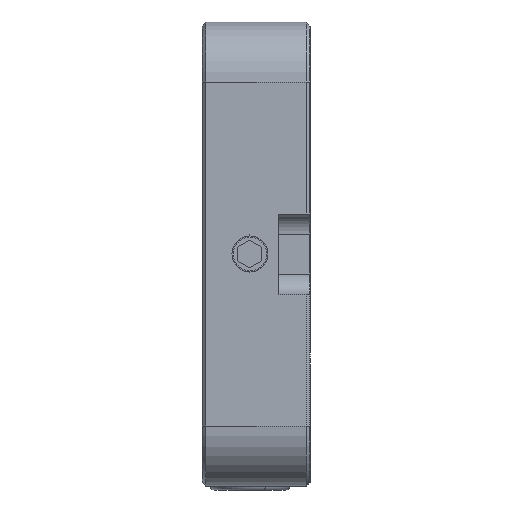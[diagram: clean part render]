
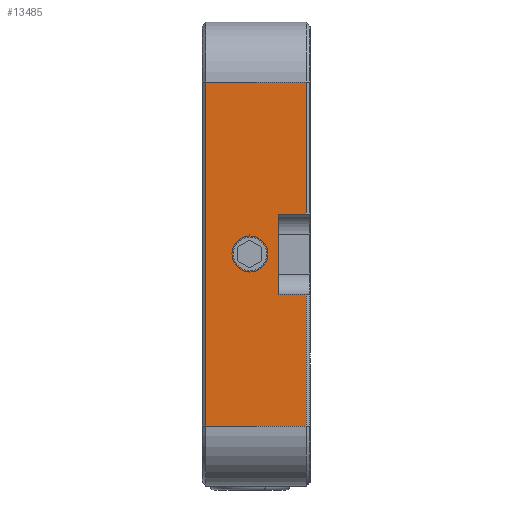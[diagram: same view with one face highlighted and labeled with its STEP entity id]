
A CAD part, left-side view. The second image highlights one B-rep face of the part: STEP entity #13485.
In plain terms, the highlighted planar face has unit normal (-1, 0, 0).
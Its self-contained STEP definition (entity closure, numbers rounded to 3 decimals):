
#90 = CARTESIAN_POINT ( 'NONE',  ( -75., 15., 0. ) ) ;
#154 = DIRECTION ( 'NONE',  ( 0., 0., 1. ) ) ;
#335 = CARTESIAN_POINT ( 'NONE',  ( -75., 1., -10. ) ) ;
#625 = EDGE_CURVE ( 'NONE', #3417, #1060, #2739, .T. ) ;
#630 = CARTESIAN_POINT ( 'NONE',  ( -75., 15., 0. ) ) ;
#658 = VERTEX_POINT ( 'NONE', #1783 ) ;
#796 = ORIENTED_EDGE ( 'NONE', *, *, #14565, .T. ) ;
#1014 = EDGE_CURVE ( 'NONE', #3820, #14525, #8070, .T. ) ;
#1021 = AXIS2_PLACEMENT_3D ( 'NONE', #13620, #2620, #7507 ) ;
#1034 = EDGE_LOOP ( 'NONE', ( #3065, #6765 ) ) ;
#1060 = VERTEX_POINT ( 'NONE', #10540 ) ;
#1259 = ORIENTED_EDGE ( 'NONE', *, *, #12947, .T. ) ;
#1783 = CARTESIAN_POINT ( 'NONE',  ( -75., 1., -43. ) ) ;
#1976 = DIRECTION ( 'NONE',  ( 0., 0., 1. ) ) ;
#2051 = EDGE_CURVE ( 'NONE', #10026, #658, #2649, .T. ) ;
#2320 = VECTOR ( 'NONE', #3371, 1000. ) ;
#2529 = LINE ( 'NONE', #7411, #12903 ) ;
#2620 = DIRECTION ( 'NONE',  ( 1., 0., 0. ) ) ;
#2649 = LINE ( 'NONE', #7535, #7339 ) ;
#2659 = CARTESIAN_POINT ( 'NONE',  ( -75., 27., 10. ) ) ;
#2739 = LINE ( 'NONE', #7629, #5319 ) ;
#3065 = ORIENTED_EDGE ( 'NONE', *, *, #15886, .F. ) ;
#3371 = DIRECTION ( 'NONE',  ( 0., 1., 0. ) ) ;
#3417 = VERTEX_POINT ( 'NONE', #6951 ) ;
#3480 = LINE ( 'NONE', #8371, #11327 ) ;
#3819 = FACE_OUTER_BOUND ( 'NONE', #9218, .T. ) ;
#3820 = VERTEX_POINT ( 'NONE', #15537 ) ;
#4174 = CIRCLE ( 'NONE', #10840, 4.25 ) ;
#4966 = DIRECTION ( 'NONE',  ( -1., 0., 0. ) ) ;
#5319 = VECTOR ( 'NONE', #12533, 1000. ) ;
#5506 = DIRECTION ( 'NONE',  ( -1., 0., 0. ) ) ;
#5681 = CIRCLE ( 'NONE', #7986, 4.25 ) ;
#5707 = VERTEX_POINT ( 'NONE', #13275 ) ;
#6073 = VECTOR ( 'NONE', #7544, 1000. ) ;
#6242 = LINE ( 'NONE', #11128, #15617 ) ;
#6285 = EDGE_CURVE ( 'NONE', #14525, #3417, #13662, .T. ) ;
#6314 = VERTEX_POINT ( 'NONE', #335 ) ;
#6658 = CARTESIAN_POINT ( 'NONE',  ( -75., 15., -4.25 ) ) ;
#6765 = ORIENTED_EDGE ( 'NONE', *, *, #7874, .F. ) ;
#6951 = CARTESIAN_POINT ( 'NONE',  ( -75., 1., 10. ) ) ;
#6985 = ORIENTED_EDGE ( 'NONE', *, *, #8785, .T. ) ;
#7200 = ORIENTED_EDGE ( 'NONE', *, *, #6285, .T. ) ;
#7339 = VECTOR ( 'NONE', #12436, 1000. ) ;
#7371 = ORIENTED_EDGE ( 'NONE', *, *, #625, .T. ) ;
#7380 = ORIENTED_EDGE ( 'NONE', *, *, #2051, .T. ) ;
#7411 = CARTESIAN_POINT ( 'NONE',  ( -75., 26., -43. ) ) ;
#7507 = DIRECTION ( 'NONE',  ( 0., 0., -1. ) ) ;
#7535 = CARTESIAN_POINT ( 'NONE',  ( -75., 27., -43. ) ) ;
#7544 = DIRECTION ( 'NONE',  ( 0., -1., 0. ) ) ;
#7629 = CARTESIAN_POINT ( 'NONE',  ( -75., 1., -58. ) ) ;
#7874 = EDGE_CURVE ( 'NONE', #8028, #11641, #5681, .T. ) ;
#7986 = AXIS2_PLACEMENT_3D ( 'NONE', #90, #4966, #9865 ) ;
#8028 = VERTEX_POINT ( 'NONE', #6658 ) ;
#8070 = LINE ( 'NONE', #12973, #11441 ) ;
#8371 = CARTESIAN_POINT ( 'NONE',  ( -75., 27., -10. ) ) ;
#8709 = PLANE ( 'NONE',  #1021 ) ;
#8785 = EDGE_CURVE ( 'NONE', #5707, #10026, #2529, .T. ) ;
#9086 = CARTESIAN_POINT ( 'NONE',  ( -75., 15., 4.25 ) ) ;
#9218 = EDGE_LOOP ( 'NONE', ( #7200, #7371, #1259, #6985, #7380, #9714, #796, #11995 ) ) ;
#9464 = LINE ( 'NONE', #14387, #2320 ) ;
#9694 = EDGE_CURVE ( 'NONE', #658, #6314, #6242, .T. ) ;
#9714 = ORIENTED_EDGE ( 'NONE', *, *, #9694, .T. ) ;
#9865 = DIRECTION ( 'NONE',  ( 0., 0., 1. ) ) ;
#10026 = VERTEX_POINT ( 'NONE', #10943 ) ;
#10399 = DIRECTION ( 'NONE',  ( 0., 0., 1. ) ) ;
#10540 = CARTESIAN_POINT ( 'NONE',  ( -75., 1., 43. ) ) ;
#10840 = AXIS2_PLACEMENT_3D ( 'NONE', #630, #5506, #10399 ) ;
#10943 = CARTESIAN_POINT ( 'NONE',  ( -75., 26., -43. ) ) ;
#11128 = CARTESIAN_POINT ( 'NONE',  ( -75., 1., -58. ) ) ;
#11327 = VECTOR ( 'NONE', #13284, 1000. ) ;
#11441 = VECTOR ( 'NONE', #1976, 1000. ) ;
#11641 = VERTEX_POINT ( 'NONE', #9086 ) ;
#11995 = ORIENTED_EDGE ( 'NONE', *, *, #1014, .T. ) ;
#12320 = DIRECTION ( 'NONE',  ( 0., 0., -1. ) ) ;
#12436 = DIRECTION ( 'NONE',  ( 0., -1., 0. ) ) ;
#12533 = DIRECTION ( 'NONE',  ( 0., 0., 1. ) ) ;
#12903 = VECTOR ( 'NONE', #12320, 1000. ) ;
#12947 = EDGE_CURVE ( 'NONE', #1060, #5707, #9464, .T. ) ;
#12973 = CARTESIAN_POINT ( 'NONE',  ( -75., 8., -58. ) ) ;
#13209 = CARTESIAN_POINT ( 'NONE',  ( -75., 8., 10. ) ) ;
#13275 = CARTESIAN_POINT ( 'NONE',  ( -75., 26., 43. ) ) ;
#13284 = DIRECTION ( 'NONE',  ( 0., 1., 0. ) ) ;
#13485 = ADVANCED_FACE ( 'NONE', ( #14830, #3819 ), #8709, .F. ) ;
#13620 = CARTESIAN_POINT ( 'NONE',  ( -75., 27., -58. ) ) ;
#13662 = LINE ( 'NONE', #2659, #6073 ) ;
#14387 = CARTESIAN_POINT ( 'NONE',  ( -75., 27., 43. ) ) ;
#14525 = VERTEX_POINT ( 'NONE', #13209 ) ;
#14565 = EDGE_CURVE ( 'NONE', #6314, #3820, #3480, .T. ) ;
#14830 = FACE_BOUND ( 'NONE', #1034, .T. ) ;
#15537 = CARTESIAN_POINT ( 'NONE',  ( -75., 8., -10. ) ) ;
#15617 = VECTOR ( 'NONE', #154, 1000. ) ;
#15886 = EDGE_CURVE ( 'NONE', #11641, #8028, #4174, .T. ) ;
